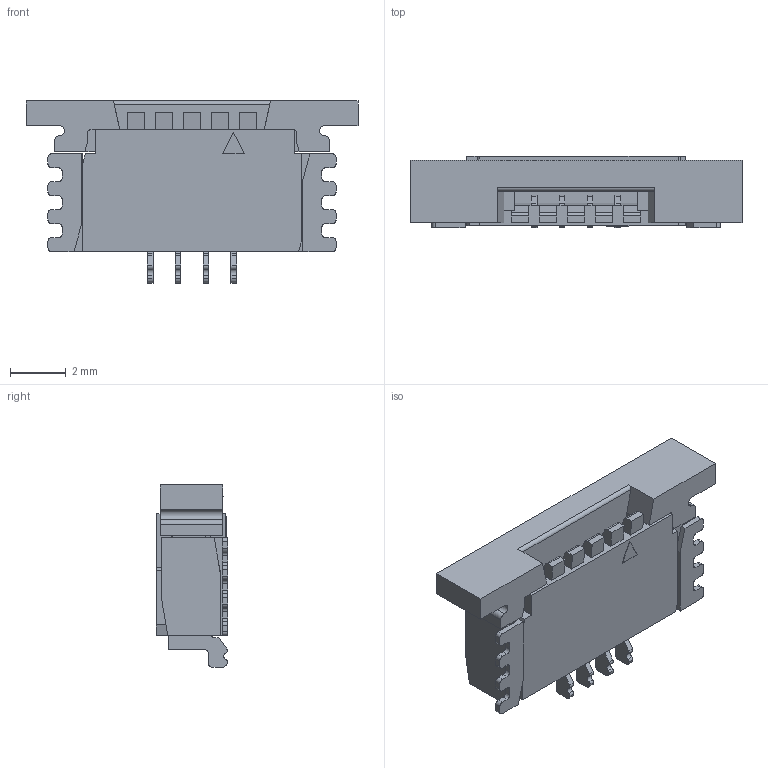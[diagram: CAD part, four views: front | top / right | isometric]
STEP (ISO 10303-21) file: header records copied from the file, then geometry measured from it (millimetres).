
FILE_DESCRIPTION((''),'2;1');
FILE_NAME('C-84952-4','2009-05-28T',('workeradm'),(''),'PRO/ENGINEER BY PARAMETRIC TECHNOLOGY CORPORATION, 2008380','PRO/ENGINEER BY PARAMETRIC TECHNOLOGY CORPORATION, 2008380','');
FILE_SCHEMA(('AUTOMOTIVE_DESIGN { 1 0 10303 214 1 1 1 1 }'));
Length unit declared in the file: millimetre
Products named in the file (1): C-84952-4
Bounding box: 11.92 x 2.56 x 6.54 mm (x, y, z)
Volume: 106.1 mm3; surface area: 346.7 mm2
Topology: 1 solids, 1 shells, 379 faces, 1106 edges, 726 vertices
Faces by surface type: plane 281, cylinder 98
Entity records: 12510 total; most frequent: CARTESIAN_POINT 2228, ORIENTED_EDGE 2212, DIRECTION 2056, EDGE_CURVE 1106, VECTOR 910, LINE 910, VERTEX_POINT 726, AXIS2_PLACEMENT_3D 573
